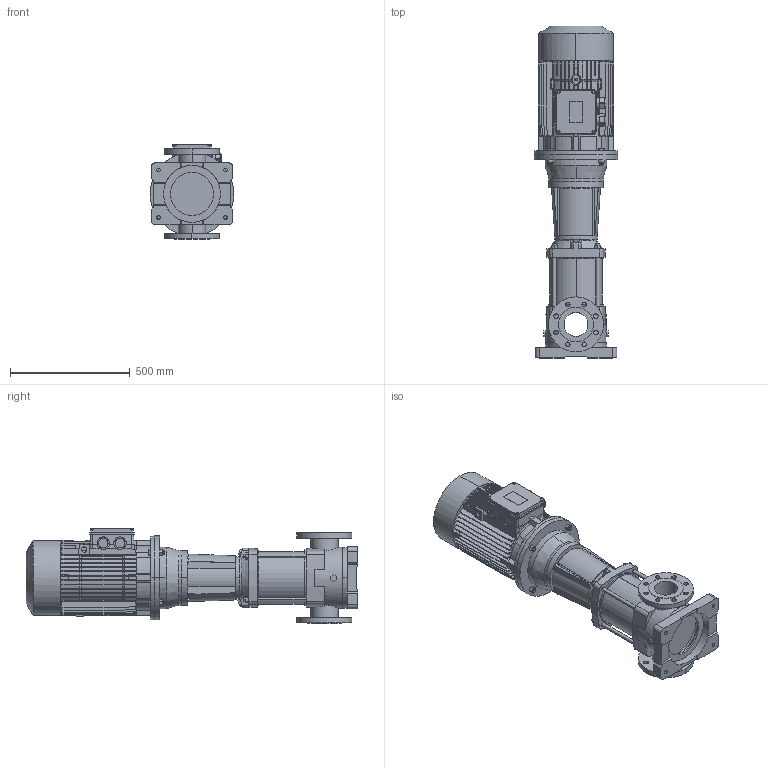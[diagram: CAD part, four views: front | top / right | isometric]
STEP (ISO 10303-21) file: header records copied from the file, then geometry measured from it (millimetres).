
FILE_DESCRIPTION (( 'STEP AP203' ), '1' );
FILE_NAME ('4.93.632.33swa00.step', '2023-10-04T07:30:34', ( '' ), ( '' ), 'SwSTEP 2.0', 'SolidWorks 2020', '' );
FILE_SCHEMA (( 'CONFIG_CONTROL_DESIGN' ));
Length unit declared in the file: millimetre
Products named in the file (8): 10000018swn00_M16x55 8.8; 10007573swp01_160 ANONIMO; 4.93.632.33swa00; 10000007swn00_M16 A4-70; 10007670swn00_M40x1.5; 10007576swa02_M160 ANONIMO; 10007568swp00_M160 B5-De350; 4.93.631.13swp01
Assembly tree (14 placements, depth 3):
  4.93.632.33swa00
    4.93.631.13swp01
    10007576swa02_M160 ANONIMO
      10007568swp00_M160 B5-De350
      10007573swp01_160 ANONIMO
      10007670swn00_M40x1.5  x2
    10000018swn00_M16x55 8.8  x4
    10000007swn00_M16 A4-70  x4
Bounding box: 350 x 1387.2 x 395.5 mm (x, y, z)
Volume: 48103160.9 mm3; surface area: 3827610.5 mm2
Topology: 36 solids, 44 shells, 1965 faces, 5060 edges, 3279 vertices
Faces by surface type: plane 1183, cylinder 449, cone 289, bspline 36, torus 8
Entity records: 58532 total; most frequent: CARTESIAN_POINT 14580, ORIENTED_EDGE 9142, DIRECTION 8517, EDGE_CURVE 4571, VERTEX_POINT 3004, VECTOR 2959, LINE 2959, AXIS2_PLACEMENT_3D 2779
